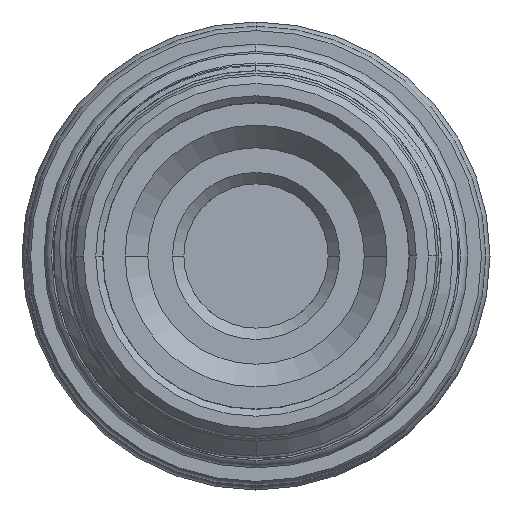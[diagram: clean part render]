
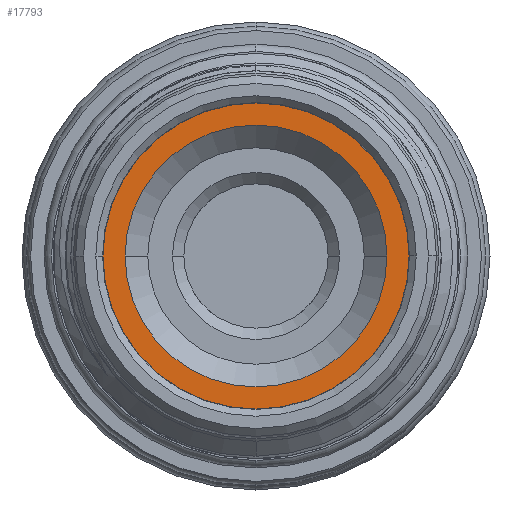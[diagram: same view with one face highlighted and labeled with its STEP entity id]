
A CAD part, left-side view. The second image highlights one B-rep face of the part: STEP entity #17793.
In plain terms, the highlighted planar face has unit normal (-1, 0, 0).
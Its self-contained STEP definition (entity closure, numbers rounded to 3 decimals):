
#135 = PLANE ( 'NONE',  #5773 ) ;
#193 = CARTESIAN_POINT ( 'NONE',  ( -29.508, 0., -13.47 ) ) ;
#254 = CARTESIAN_POINT ( 'NONE',  ( -29.508, -11.525, 0. ) ) ;
#753 = DIRECTION ( 'NONE',  ( 0., -1., 0. ) ) ;
#1346 = ORIENTED_EDGE ( 'NONE', *, *, #1472, .F. ) ;
#1384 = DIRECTION ( 'NONE',  ( 0., -1., 0. ) ) ;
#1435 = CIRCLE ( 'NONE', #4718, 11.525 ) ;
#1472 = EDGE_CURVE ( 'NONE', #19192, #6476, #1876, .T. ) ;
#1528 = CARTESIAN_POINT ( 'NONE',  ( -29.508, 13.47, 0. ) ) ;
#1876 = CIRCLE ( 'NONE', #20354, 13.47 ) ;
#2103 = DIRECTION ( 'NONE',  ( 1., 0., 0. ) ) ;
#3690 = EDGE_CURVE ( 'NONE', #6476, #19192, #8268, .T. ) ;
#4315 = ORIENTED_EDGE ( 'NONE', *, *, #17471, .T. ) ;
#4600 = CARTESIAN_POINT ( 'NONE',  ( -29.508, 0., 0. ) ) ;
#4705 = DIRECTION ( 'NONE',  ( 1., 0., 0. ) ) ;
#4718 = AXIS2_PLACEMENT_3D ( 'NONE', #9598, #19194, #12913 ) ;
#5773 = AXIS2_PLACEMENT_3D ( 'NONE', #193, #2103, #753 ) ;
#6476 = VERTEX_POINT ( 'NONE', #10077 ) ;
#6962 = VERTEX_POINT ( 'NONE', #254 ) ;
#8268 = CIRCLE ( 'NONE', #11460, 13.47 ) ;
#8491 = EDGE_CURVE ( 'NONE', #16846, #6962, #11632, .T. ) ;
#8617 = ORIENTED_EDGE ( 'NONE', *, *, #3690, .F. ) ;
#9598 = CARTESIAN_POINT ( 'NONE',  ( -29.508, 0., 0. ) ) ;
#10077 = CARTESIAN_POINT ( 'NONE',  ( -29.508, -13.47, 0. ) ) ;
#10275 = ORIENTED_EDGE ( 'NONE', *, *, #8491, .T. ) ;
#11460 = AXIS2_PLACEMENT_3D ( 'NONE', #20320, #4705, #15823 ) ;
#11525 = AXIS2_PLACEMENT_3D ( 'NONE', #4600, #15399, #1384 ) ;
#11632 = CIRCLE ( 'NONE', #11525, 11.525 ) ;
#11744 = EDGE_LOOP ( 'NONE', ( #8617, #1346 ) ) ;
#12913 = DIRECTION ( 'NONE',  ( 0., -1., 0. ) ) ;
#13558 = CARTESIAN_POINT ( 'NONE',  ( -29.508, 0., 0. ) ) ;
#14898 = CARTESIAN_POINT ( 'NONE',  ( -29.508, 11.525, 0. ) ) ;
#15399 = DIRECTION ( 'NONE',  ( 1., 0., 0. ) ) ;
#15823 = DIRECTION ( 'NONE',  ( 0., -1., 0. ) ) ;
#16002 = FACE_OUTER_BOUND ( 'NONE', #11744, .T. ) ;
#16041 = EDGE_LOOP ( 'NONE', ( #10275, #4315 ) ) ;
#16722 = DIRECTION ( 'NONE',  ( 0., -1., 0. ) ) ;
#16741 = FACE_BOUND ( 'NONE', #16041, .T. ) ;
#16846 = VERTEX_POINT ( 'NONE', #14898 ) ;
#16924 = DIRECTION ( 'NONE',  ( 1., 0., 0. ) ) ;
#17471 = EDGE_CURVE ( 'NONE', #6962, #16846, #1435, .T. ) ;
#17793 = ADVANCED_FACE ( 'NONE', ( #16741, #16002 ), #135, .F. ) ;
#19192 = VERTEX_POINT ( 'NONE', #1528 ) ;
#19194 = DIRECTION ( 'NONE',  ( 1., 0., 0. ) ) ;
#20320 = CARTESIAN_POINT ( 'NONE',  ( -29.508, 0., 0. ) ) ;
#20354 = AXIS2_PLACEMENT_3D ( 'NONE', #13558, #16924, #16722 ) ;
